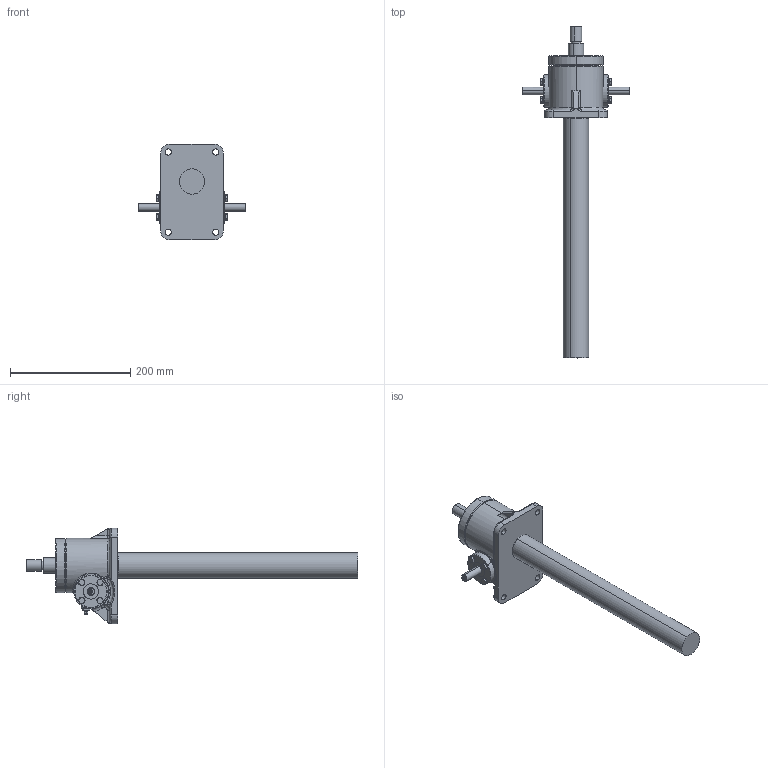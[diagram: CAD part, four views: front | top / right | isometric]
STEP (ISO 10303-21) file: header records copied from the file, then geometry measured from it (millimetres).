
FILE_DESCRIPTION (( 'STEP AP203' ), '1' );
FILE_NAME ('TM1902-16.STEP', '2026-03-04T07:07:51', ( '' ), ( '' ), 'SwSTEP 2.0', 'SolidWorks 2024', '' );
FILE_SCHEMA (( 'CONFIG_CONTROL_DESIGN' ));
Length unit declared in the file: millimetre
Products named in the file (24): hhs(grade a)_is_IS 1364 HHS(Grade A)- M6 x 20-N; M-SK1802-11R1; M-SKE1902-1_FIN; M-SK1802-2R1; GN_1_8_BSP; oil seal; TM1902-16; M-SK1802-2_2; M-L5016-16; M-SK1802-3; T126W-904A5-TheTimkenCompany-3D-11-03-2025.stp; M-SK1802-2_1R1_For Rod finishing; spring lock washer 6735_is_IS 6735- 6; radial ball bearing_68_skf_SKF - 6002 - 12,SI,NC,12_68; M-SK1802-4; M-L5018-16R1
Assembly tree (28 placements, depth 3):
  TM1902-16
    M-SKE1902-1_FIN
    M-SK1802-2R1
      M-SK1802-2_1R1_For Rod finishing
      M-SK1802-2_2
    M-L5018-16R1
    M-SK1802-11R1
    M-L5016-16
    M-SK1802-3
    M-SK1802-11R1
    GN_1_8_BSP
    hhs(grade a)_is_IS 1364 HHS(Grade A)- M6 x 20-N
    spring lock washer 6735_is_IS 6735- 6  x8
    hhs(grade a)_is_IS 1364 HHS(Grade A)- M6 x 20-N
    hhs(grade a)_is_IS 1364 HHS(Grade A)- M6 x 20-N
    hhs(grade a)_is_IS 1364 HHS(Grade A)- M6 x 20-N
    hhs(grade a)_is_IS 1364 HHS(Grade A)- M6 x 20-N
    hhs(grade a)_is_IS 1364 HHS(Grade A)- M6 x 20-N
    hhs(grade a)_is_IS 1364 HHS(Grade A)- M6 x 20-N
    hhs(grade a)_is_IS 1364 HHS(Grade A)- M6 x 20-N
    oil seal  x2
  T126W-904A5-TheTimkenCompany-3D-11-03-2025.stp
  radial ball bearing_68_skf_SKF - 6002 - 12,SI,NC,12_68
  M-SK1802-4
Bounding box: 177.8 x 552.45 x 158.75 mm (x, y, z)
Volume: 950379.7 mm3; surface area: 288672.4 mm2
Topology: 31 solids, 31 shells, 671 faces, 1596 edges, 996 vertices
Faces by surface type: cylinder 261, plane 204, cone 122, torus 73, bspline 7, sphere 4
Entity records: 23091 total; most frequent: CARTESIAN_POINT 6613, DIRECTION 3067, ORIENTED_EDGE 2776, EDGE_CURVE 1388, AXIS2_PLACEMENT_3D 1285, VERTEX_POINT 869, CIRCLE 672, EDGE_LOOP 669
